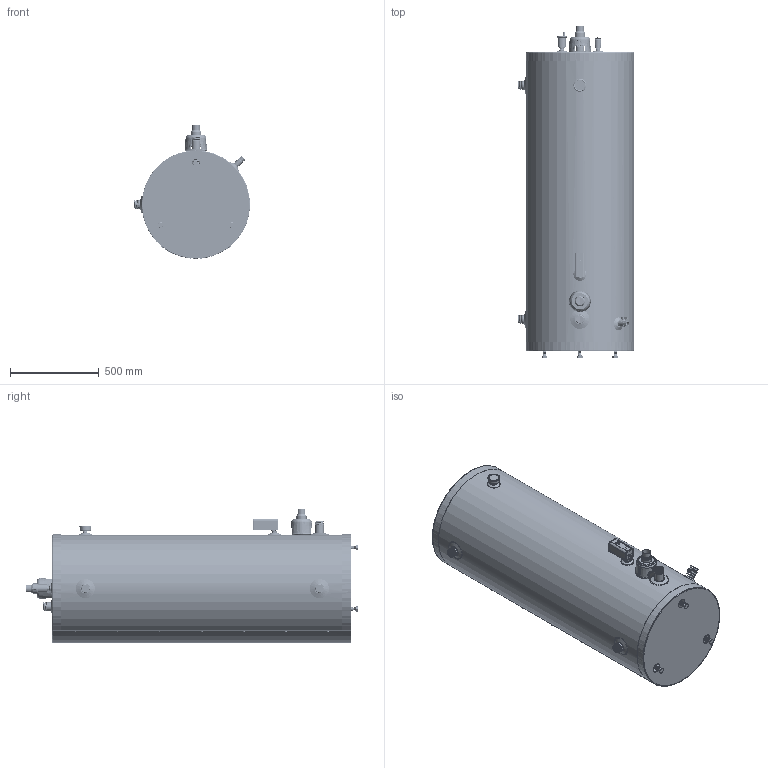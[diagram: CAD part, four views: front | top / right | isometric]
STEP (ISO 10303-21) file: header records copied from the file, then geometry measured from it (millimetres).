
FILE_DESCRIPTION (( 'STEP AP214' ), '1' );
FILE_NAME ('DOUBLEMAX 80-5.STEP', '2019-09-19T20:09:39', ( '' ), ( '' ), 'SwSTEP 2.0', 'SolidWorks 2019', '' );
FILE_SCHEMA (( 'AUTOMOTIVE_DESIGN' ));
Length unit declared in the file: inch
Products named in the file (1): DOUBLEMAX 80-5
Bounding box: 654.84 x 1873.14 x 756.39 mm (x, y, z)
Volume: 4189565 mm3; surface area: 9050049.8 mm2
Topology: 65 solids, 65 shells, 2504 faces, 5675 edges, 3355 vertices
Faces by surface type: plane 741, cone 645, cylinder 547, bspline 393, torus 157, sphere 21
Full cylindrical faces by diameter (mm): 2.032 x1, 3.566 x154, 4.762 x2, 4.763 x9, 4.826 x14, 5.08 x2, 8 x1, 8.89 x1, 9.474 x14, 9.525 x1, 11.112 x1, 11.113 x1, 12.065 x1, 12.7 x2, 13.97 x1, 14.097 x1, 14.287 x1, 15.037 x1, 18.859 x2, 19.05 x74, 20.93 x1, 21.336 x1, 21.431 x1, 21.59 x2, 21.844 x1, 22.035 x2, 22.225 x6, 23.012 x3, 25.4 x5, 26.162 x1
Entity records: 155288 total; most frequent: CARTESIAN_POINT 76214, DIRECTION 9711, ORIENTED_EDGE 9084, EDGE_CURVE 4542, AXIS2_PLACEMENT_3D 4062, EDGE_LOOP 3686, VERTEX_POINT 3238, FACE_OUTER_BOUND 2942
